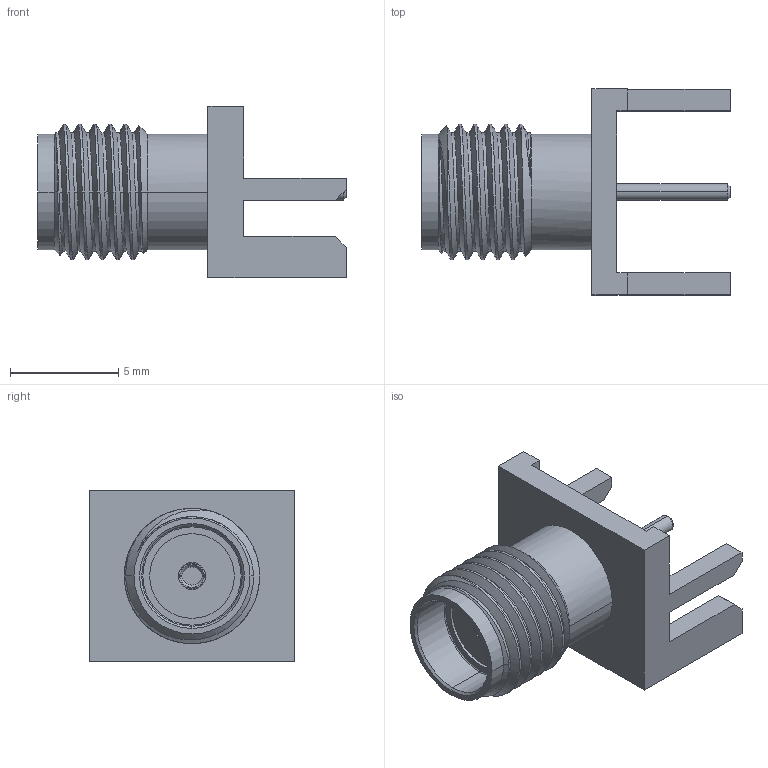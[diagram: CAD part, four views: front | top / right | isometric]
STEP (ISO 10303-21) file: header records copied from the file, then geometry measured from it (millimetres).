
FILE_DESCRIPTION(('STEP AP242'),'1');
FILE_NAME('73251-1151.stp','2023-04-20T09:39:43',('TraceParts'),('TraceParts S.A.'),'Spatial InterOp 3D',' ',' ');
FILE_SCHEMA(('AP242_MANAGED_MODEL_BASED_3D_ENGINEERING_MIM_LF {1 0 10303 442 1 1 4}'));
Length unit declared in the file: millimetre
Products named in the file (1): 73251-1151
Bounding box: 14.27 x 9.53 x 7.92 mm (x, y, z)
Volume: 281.7 mm3; surface area: 579.4 mm2
Topology: 1 solids, 5 shells, 123 faces, 311 edges, 203 vertices
Faces by surface type: cylinder 52, plane 52, cone 13, torus 4, bspline 2
Entity records: 7068 total; most frequent: CARTESIAN_POINT 4210, ORIENTED_EDGE 622, DIRECTION 535, EDGE_CURVE 311, VERTEX_POINT 203, AXIS2_PLACEMENT_3D 188, LINE 159, VECTOR 159
